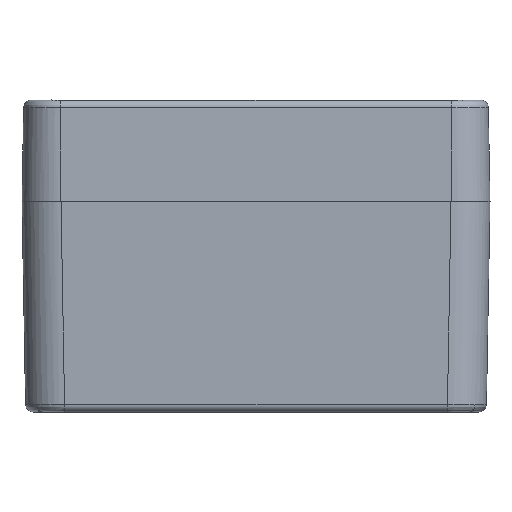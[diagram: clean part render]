
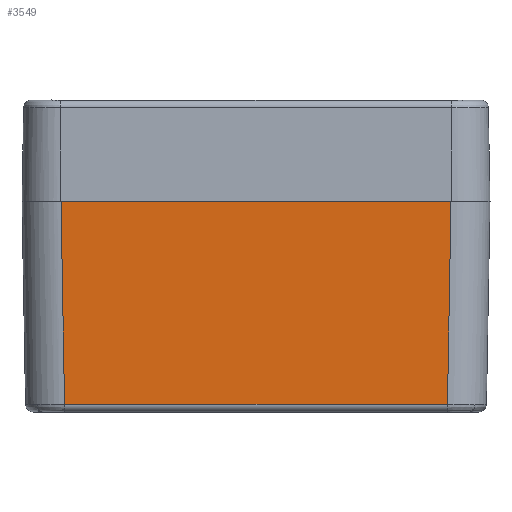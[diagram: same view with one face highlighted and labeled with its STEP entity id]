
A CAD part, left-side view. The second image highlights one B-rep face of the part: STEP entity #3549.
In plain terms, the highlighted planar face has unit normal (-1, 0, -0.018).
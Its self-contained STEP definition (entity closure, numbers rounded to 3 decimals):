
#264 = ORIENTED_EDGE ( 'NONE', *, *, #9961, .F. ) ;
#758 = VERTEX_POINT ( 'NONE', #1584 ) ;
#1025 = VECTOR ( 'NONE', #9697, 1000. ) ;
#1584 = CARTESIAN_POINT ( 'NONE',  ( -45., 25.001, 0. ) ) ;
#2170 = ORIENTED_EDGE ( 'NONE', *, *, #6440, .T. ) ;
#2191 = DIRECTION ( 'NONE',  ( -0.017, -0.017, 1. ) ) ;
#2220 = LINE ( 'NONE', #7300, #8540 ) ;
#2527 = VECTOR ( 'NONE', #4190, 1000. ) ;
#2899 = VERTEX_POINT ( 'NONE', #9209 ) ;
#3143 = VECTOR ( 'NONE', #5700, 1000. ) ;
#3306 = ORIENTED_EDGE ( 'NONE', *, *, #5346, .T. ) ;
#3549 = ADVANCED_FACE ( 'NONE', ( #5548 ), #10776, .T. ) ;
#4190 = DIRECTION ( 'NONE',  ( 0., -1., 0. ) ) ;
#4227 = CARTESIAN_POINT ( 'NONE',  ( -44.546, -30., -26.017 ) ) ;
#4484 = AXIS2_PLACEMENT_3D ( 'NONE', #4533, #5424, #9107 ) ;
#4533 = CARTESIAN_POINT ( 'NONE',  ( -45., -30., 0. ) ) ;
#4634 = EDGE_LOOP ( 'NONE', ( #11252, #3306, #2170, #264 ) ) ;
#4937 = CARTESIAN_POINT ( 'NONE',  ( -45., -25.001, 0. ) ) ;
#5346 = EDGE_CURVE ( 'NONE', #2899, #5450, #11122, .T. ) ;
#5424 = DIRECTION ( 'NONE',  ( -1., 0., -0.017 ) ) ;
#5450 = VERTEX_POINT ( 'NONE', #8732 ) ;
#5548 = FACE_OUTER_BOUND ( 'NONE', #4634, .T. ) ;
#5700 = DIRECTION ( 'NONE',  ( 0.017, -0.017, -1. ) ) ;
#6440 = EDGE_CURVE ( 'NONE', #5450, #6724, #2220, .T. ) ;
#6724 = VERTEX_POINT ( 'NONE', #4937 ) ;
#7300 = CARTESIAN_POINT ( 'NONE',  ( -45.002, -25.002, 0.087 ) ) ;
#8540 = VECTOR ( 'NONE', #2191, 1000. ) ;
#8604 = LINE ( 'NONE', #9304, #3143 ) ;
#8732 = CARTESIAN_POINT ( 'NONE',  ( -44.546, -24.547, -26.017 ) ) ;
#9107 = DIRECTION ( 'NONE',  ( -0.017, 0., 1. ) ) ;
#9209 = CARTESIAN_POINT ( 'NONE',  ( -44.546, 24.547, -26.017 ) ) ;
#9303 = LINE ( 'NONE', #9656, #1025 ) ;
#9304 = CARTESIAN_POINT ( 'NONE',  ( -44.983, 24.984, -0.959 ) ) ;
#9656 = CARTESIAN_POINT ( 'NONE',  ( -45., -30., 0. ) ) ;
#9697 = DIRECTION ( 'NONE',  ( 0., -1., 0. ) ) ;
#9707 = EDGE_CURVE ( 'NONE', #758, #2899, #8604, .T. ) ;
#9961 = EDGE_CURVE ( 'NONE', #758, #6724, #9303, .T. ) ;
#10776 = PLANE ( 'NONE',  #4484 ) ;
#11122 = LINE ( 'NONE', #4227, #2527 ) ;
#11252 = ORIENTED_EDGE ( 'NONE', *, *, #9707, .T. ) ;
